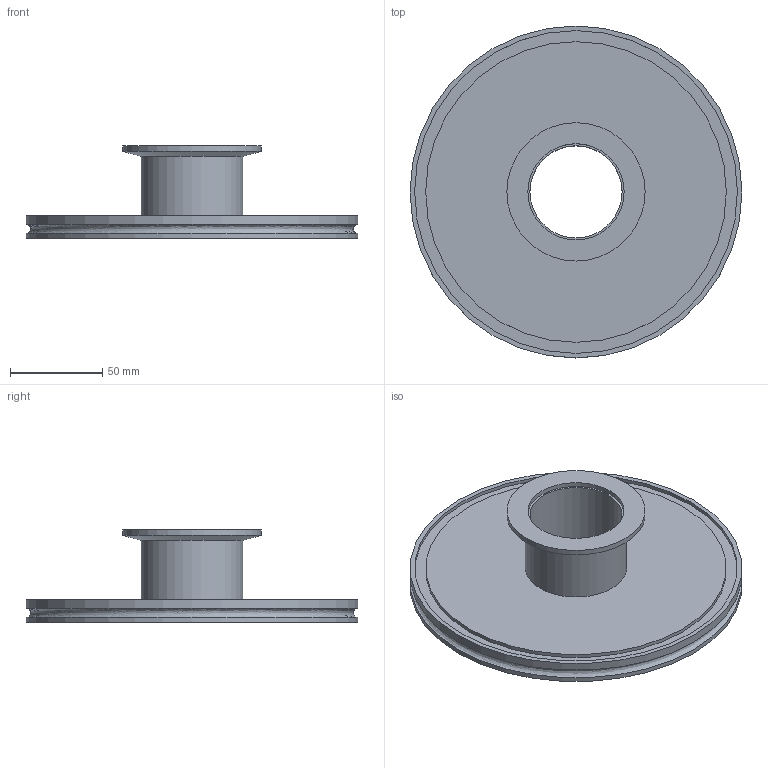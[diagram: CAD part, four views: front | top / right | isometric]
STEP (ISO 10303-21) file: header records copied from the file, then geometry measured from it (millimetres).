
FILE_DESCRIPTION (( 'STEP AP214' ), '1' );
FILE_NAME ('AD1ISOK160KF50 FULLVAC.STEP', '2020-10-06T08:26:21', ( '' ), ( '' ), 'SwSTEP 2.0', 'SolidWorks 2017', '' );
FILE_SCHEMA (( 'AUTOMOTIVE_DESIGN' ));
Length unit declared in the file: millimetre
Products named in the file (3): AD1ISOK160KF50 FULLVAC; 2^AD1ISOK160KF50 FULLVAC; 1^AD1ISOK160KF50 FULLVAC
Assembly tree (2 placements, depth 2):
  AD1ISOK160KF50 FULLVAC
    1^AD1ISOK160KF50 FULLVAC
    2^AD1ISOK160KF50 FULLVAC
Bounding box: 180 x 180 x 50 mm (x, y, z)
Volume: 288080.5 mm3; surface area: 80435.1 mm2
Topology: 2 solids, 2 shells, 24 faces, 40 edges, 26 vertices
Faces by surface type: cylinder 12, plane 10, bspline 1, cone 1
Full cylindrical faces by diameter (mm): 50 x2, 52.2 x1, 55 x2, 75 x1, 143 x1, 153 x1, 163 x1, 175 x1, 180 x2
Entity records: 625 total; most frequent: DIRECTION 104, CARTESIAN_POINT 104, AXIS2_PLACEMENT_3D 52, ORIENTED_EDGE 48, EDGE_LOOP 48, FACE_OUTER_BOUND 37, EDGE_CURVE 24, CIRCLE 24
